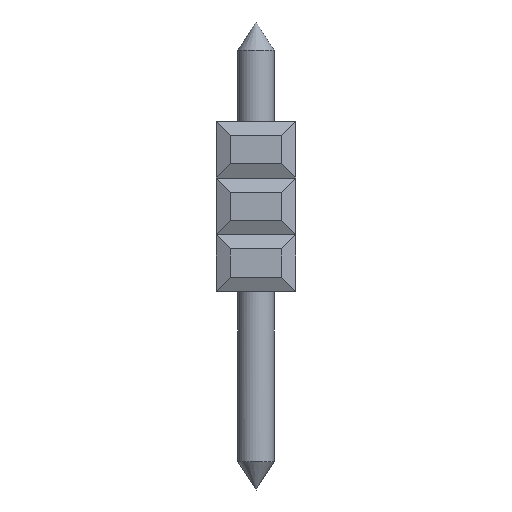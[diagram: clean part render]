
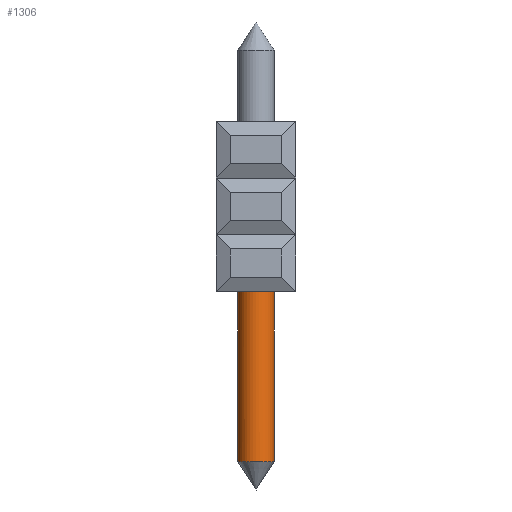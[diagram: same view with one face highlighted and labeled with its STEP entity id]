
A CAD part, left-side view. The second image highlights one B-rep face of the part: STEP entity #1306.
In plain terms, the highlighted cylindrical face has radius 0.65 mm (diameter 1.3 mm), a full revolution.
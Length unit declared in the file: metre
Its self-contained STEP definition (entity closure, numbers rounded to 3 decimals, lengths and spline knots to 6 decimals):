
#1306=ADVANCED_FACE('',(#2941,#2942),#2943,.T.);
#2941=FACE_OUTER_BOUND('',#4958,.T.);
#2942=FACE_OUTER_BOUND('',#4959,.T.);
#2943=CYLINDRICAL_SURFACE('',#4960,0.00065);
#4958=EDGE_LOOP('',(#8623));
#4959=EDGE_LOOP('',(#8624));
#4960=AXIS2_PLACEMENT_3D('',#8625,#8626,#8627);
#8623=ORIENTED_EDGE('',*,*,#12381,.F.);
#8624=ORIENTED_EDGE('',*,*,#12079,.F.);
#8625=CARTESIAN_POINT('',(0.05565,-0.03326,-0.0015));
#8626=DIRECTION('',(0.0,0.,-1.0));
#8627=DIRECTION('',(-1.0,0.0,0.0));
#12079=EDGE_CURVE('',#14609,#14609,#14610,.T.);
#12381=EDGE_CURVE('',#14972,#14972,#14973,.T.);
#14609=VERTEX_POINT('',#18103);
#14610=CIRCLE('',#18104,0.00065);
#14972=VERTEX_POINT('',#18655);
#14973=CIRCLE('',#18656,0.00065);
#18103=CARTESIAN_POINT('',(0.05565,-0.03391,-0.0058));
#18104=AXIS2_PLACEMENT_3D('',#20954,#20955,#20956);
#18655=CARTESIAN_POINT('',(0.05604,-0.03274,-0.012));
#18656=AXIS2_PLACEMENT_3D('',#21167,#21168,#21169);
#20954=CARTESIAN_POINT('',(0.05565,-0.03326,-0.0058));
#20955=DIRECTION('',(0.0,0.,1.0));
#20956=DIRECTION('',(0.0,-1.0,0.));
#21167=CARTESIAN_POINT('',(0.05565,-0.03326,-0.012));
#21168=DIRECTION('',(0.,0.,-1.0));
#21169=DIRECTION('',(0.6,0.8,0.));
